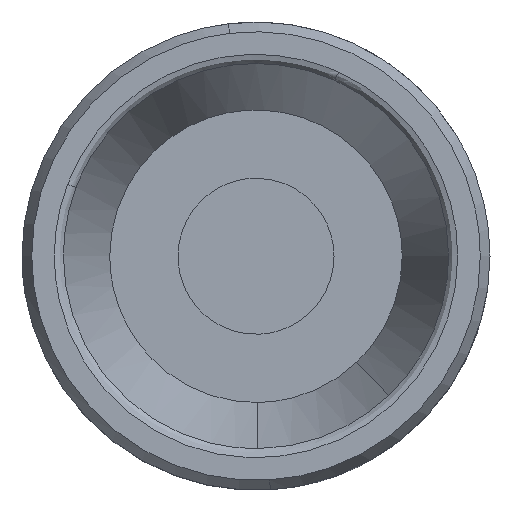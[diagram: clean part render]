
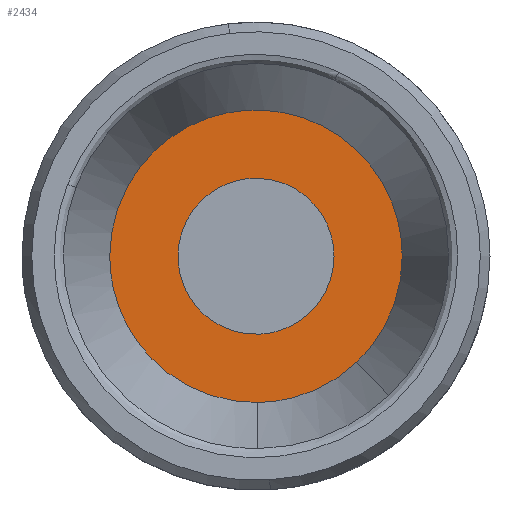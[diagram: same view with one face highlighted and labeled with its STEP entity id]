
A CAD part, top view. The second image highlights one B-rep face of the part: STEP entity #2434.
In plain terms, the highlighted free-form (B-spline) face has degree [1, 1] with [2, 2] control points.
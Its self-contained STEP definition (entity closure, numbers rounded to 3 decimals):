
#760=CARTESIAN_POINT('',(0.065,-7.5,9.5));
#761=VERTEX_POINT('',#760);
#767=CARTESIAN_POINT('',(-7.5,0.0,9.5));
#768=VERTEX_POINT('',#767);
#769=CARTESIAN_POINT('',(0.065,-7.5,9.5));
#770=CARTESIAN_POINT('',(0.033,-7.5,9.5));
#771=CARTESIAN_POINT('',(0.0,-7.5,9.5));
#772=CARTESIAN_POINT('',(-7.5,-7.5,9.5));
#773=CARTESIAN_POINT('',(-7.5,0.0,9.5));
#781=(BOUNDED_CURVE()B_SPLINE_CURVE(2,(#769,#770,#771,#772,#773),.UNSPECIFIED.,.F.,.U.)B_SPLINE_CURVE_WITH_KNOTS((3,2,3),(0.748,0.75,1.0),.UNSPECIFIED.)CURVE()GEOMETRIC_REPRESENTATION_ITEM()RATIONAL_B_SPLINE_CURVE((0.996,0.998,1.0,0.707,1.0))REPRESENTATION_ITEM(''));
#782=EDGE_CURVE('',#761,#768,#781,.T.);
#784=CARTESIAN_POINT('',(7.5,0.0,9.5));
#785=VERTEX_POINT('',#784);
#786=CARTESIAN_POINT('',(-7.5,0.0,9.5));
#787=CARTESIAN_POINT('',(-7.5,7.5,9.5));
#788=CARTESIAN_POINT('',(0.0,7.5,9.5));
#789=CARTESIAN_POINT('',(7.5,7.5,9.5));
#790=CARTESIAN_POINT('',(7.5,0.0,9.5));
#798=(BOUNDED_CURVE()B_SPLINE_CURVE(2,(#786,#787,#788,#789,#790),.UNSPECIFIED.,.F.,.U.)B_SPLINE_CURVE_WITH_KNOTS((3,2,3),(0.0,0.25,0.5),.UNSPECIFIED.)CURVE()GEOMETRIC_REPRESENTATION_ITEM()RATIONAL_B_SPLINE_CURVE((1.0,0.707,1.0,0.707,1.0))REPRESENTATION_ITEM(''));
#799=EDGE_CURVE('',#768,#785,#798,.T.);
#801=CARTESIAN_POINT('',(5.172,-5.431,9.5));
#802=VERTEX_POINT('',#801);
#803=CARTESIAN_POINT('',(7.5,0.0,9.5));
#804=CARTESIAN_POINT('',(7.5,-3.214,9.5));
#805=CARTESIAN_POINT('',(5.172,-5.431,9.5));
#813=(BOUNDED_CURVE()B_SPLINE_CURVE(2,(#803,#804,#805),.UNSPECIFIED.,.F.,.U.)B_SPLINE_CURVE_WITH_KNOTS((3,3),(0.5,0.629),.UNSPECIFIED.)CURVE()GEOMETRIC_REPRESENTATION_ITEM()RATIONAL_B_SPLINE_CURVE((1.0,0.849,0.854))REPRESENTATION_ITEM(''));
#814=EDGE_CURVE('',#785,#802,#813,.T.);
#852=CARTESIAN_POINT('',(5.172,-5.431,9.5));
#853=CARTESIAN_POINT('',(3.027,-7.474,9.5));
#854=CARTESIAN_POINT('',(0.065,-7.5,9.5));
#862=(BOUNDED_CURVE()B_SPLINE_CURVE(2,(#852,#853,#854),.UNSPECIFIED.,.F.,.U.)B_SPLINE_CURVE_WITH_KNOTS((3,3),(0.629,0.748),.UNSPECIFIED.)CURVE()GEOMETRIC_REPRESENTATION_ITEM()RATIONAL_B_SPLINE_CURVE((0.854,0.858,0.996))REPRESENTATION_ITEM(''));
#863=EDGE_CURVE('',#802,#761,#862,.T.);
#895=CARTESIAN_POINT('',(-0.472,3.972,9.5));
#896=VERTEX_POINT('',#895);
#897=CARTESIAN_POINT('',(4.0,0.0,9.5));
#898=VERTEX_POINT('',#897);
#899=CARTESIAN_POINT('',(-0.472,3.972,9.5));
#900=CARTESIAN_POINT('',(-0.237,4.0,9.5));
#901=CARTESIAN_POINT('',(0.0,4.0,9.5));
#902=CARTESIAN_POINT('',(4.,4.,9.5));
#903=CARTESIAN_POINT('',(4.0,0.0,9.5));
#911=(BOUNDED_CURVE()B_SPLINE_CURVE(2,(#899,#900,#901,#902,#903),.UNSPECIFIED.,.F.,.U.)B_SPLINE_CURVE_WITH_KNOTS((3,2,3),(0.23,0.25,0.5),.UNSPECIFIED.)CURVE()GEOMETRIC_REPRESENTATION_ITEM()RATIONAL_B_SPLINE_CURVE((0.956,0.976,1.0,0.707,1.0))REPRESENTATION_ITEM(''));
#912=EDGE_CURVE('',#896,#898,#911,.T.);
#953=CARTESIAN_POINT('',(0.244,-3.993,9.5));
#954=VERTEX_POINT('',#953);
#960=CARTESIAN_POINT('',(4.0,0.0,9.5));
#961=CARTESIAN_POINT('',(4.0,-3.763,9.5));
#962=CARTESIAN_POINT('',(0.244,-3.993,9.5));
#970=(BOUNDED_CURVE()B_SPLINE_CURVE(2,(#960,#961,#962),.UNSPECIFIED.,.F.,.U.)B_SPLINE_CURVE_WITH_KNOTS((3,3),(0.5,0.739),.UNSPECIFIED.)CURVE()GEOMETRIC_REPRESENTATION_ITEM()RATIONAL_B_SPLINE_CURVE((1.0,0.72,0.976))REPRESENTATION_ITEM(''));
#971=EDGE_CURVE('',#898,#954,#970,.T.);
#994=CARTESIAN_POINT('',(-4.0,0.0,9.5));
#995=VERTEX_POINT('',#994);
#996=CARTESIAN_POINT('',(-4.0,0.0,9.5));
#997=CARTESIAN_POINT('',(-4.0,3.553,9.5));
#998=CARTESIAN_POINT('',(-0.472,3.972,9.5));
#1006=(BOUNDED_CURVE()B_SPLINE_CURVE(2,(#996,#997,#998),.UNSPECIFIED.,.F.,.U.)B_SPLINE_CURVE_WITH_KNOTS((3,3),(0.0,0.23),.UNSPECIFIED.)CURVE()GEOMETRIC_REPRESENTATION_ITEM()RATIONAL_B_SPLINE_CURVE((1.0,0.731,0.956))REPRESENTATION_ITEM(''));
#1007=EDGE_CURVE('',#995,#896,#1006,.T.);
#1009=CARTESIAN_POINT('',(0.244,-3.993,9.5));
#1010=CARTESIAN_POINT('',(0.122,-4.,9.5));
#1011=CARTESIAN_POINT('',(0.0,-4.0,9.5));
#1012=CARTESIAN_POINT('',(-4.,-4.,9.5));
#1013=CARTESIAN_POINT('',(-4.0,0.0,9.5));
#1021=(BOUNDED_CURVE()B_SPLINE_CURVE(2,(#1009,#1010,#1011,#1012,#1013),.UNSPECIFIED.,.F.,.U.)B_SPLINE_CURVE_WITH_KNOTS((3,2,3),(0.739,0.75,1.0),.UNSPECIFIED.)CURVE()GEOMETRIC_REPRESENTATION_ITEM()RATIONAL_B_SPLINE_CURVE((0.976,0.988,1.0,0.707,1.0))REPRESENTATION_ITEM(''));
#1022=EDGE_CURVE('',#954,#995,#1021,.T.);
#2417=CARTESIAN_POINT('',(8.249,-8.249,9.5));
#2418=CARTESIAN_POINT('',(-8.249,-8.249,9.5));
#2419=CARTESIAN_POINT('',(8.249,8.249,9.5));
#2420=CARTESIAN_POINT('',(-8.249,8.249,9.5));
#2421=B_SPLINE_SURFACE_WITH_KNOTS('',1,1,((#2417,#2419),(#2418,#2420)),.UNSPECIFIED.,.F.,.F.,.U.,(2,2),(2,2),(0.0,16.499),(0.0,16.498),.UNSPECIFIED.);
#2422=ORIENTED_EDGE('',*,*,#782,.F.);
#2423=ORIENTED_EDGE('',*,*,#863,.F.);
#2424=ORIENTED_EDGE('',*,*,#814,.F.);
#2425=ORIENTED_EDGE('',*,*,#799,.F.);
#2426=EDGE_LOOP('',(#2422,#2423,#2424,#2425));
#2427=FACE_OUTER_BOUND('',#2426,.T.);
#2428=ORIENTED_EDGE('',*,*,#971,.T.);
#2429=ORIENTED_EDGE('',*,*,#1022,.T.);
#2430=ORIENTED_EDGE('',*,*,#1007,.T.);
#2431=ORIENTED_EDGE('',*,*,#912,.T.);
#2432=EDGE_LOOP('',(#2428,#2429,#2430,#2431));
#2433=FACE_BOUND('',#2432,.T.);
#2434=ADVANCED_FACE('',(#2427,#2433),#2421,.F.);
